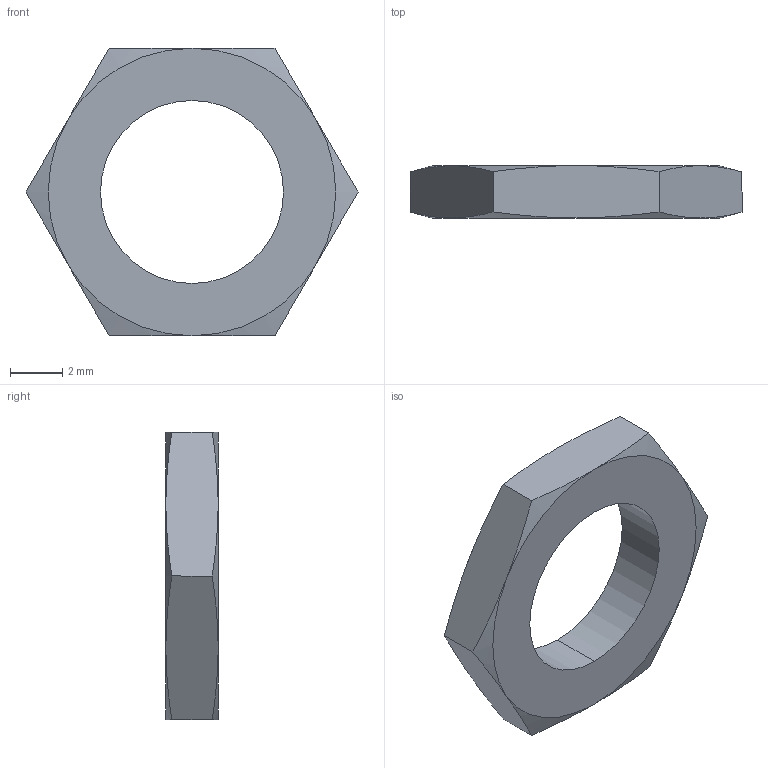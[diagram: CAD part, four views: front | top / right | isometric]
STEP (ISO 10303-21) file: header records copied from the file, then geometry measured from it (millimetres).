
FILE_DESCRIPTION (( 'STEP AP214' ), '1' );
FILE_NAME ('RK097 Nut.STEP', '2022-02-18T07:17:26', ( '' ), ( '' ), 'SwSTEP 2.0', 'SolidWorks 2020', '' );
FILE_SCHEMA (( 'AUTOMOTIVE_DESIGN' ));
Length unit declared in the file: millimetre
Products named in the file (1): RK097 Nut
Bounding box: 12.7 x 2 x 11 mm (x, y, z)
Volume: 131.2 mm3; surface area: 247.5 mm2
Topology: 1 solids, 1 shells, 22 faces, 48 edges, 28 vertices
Faces by surface type: cone 12, plane 8, cylinder 2
Entity records: 654 total; most frequent: CARTESIAN_POINT 171, ORIENTED_EDGE 96, DIRECTION 86, EDGE_CURVE 48, AXIS2_PLACEMENT_3D 39, VERTEX_POINT 28, B_SPLINE_CURVE_WITH_KNOTS 24, EDGE_LOOP 24
